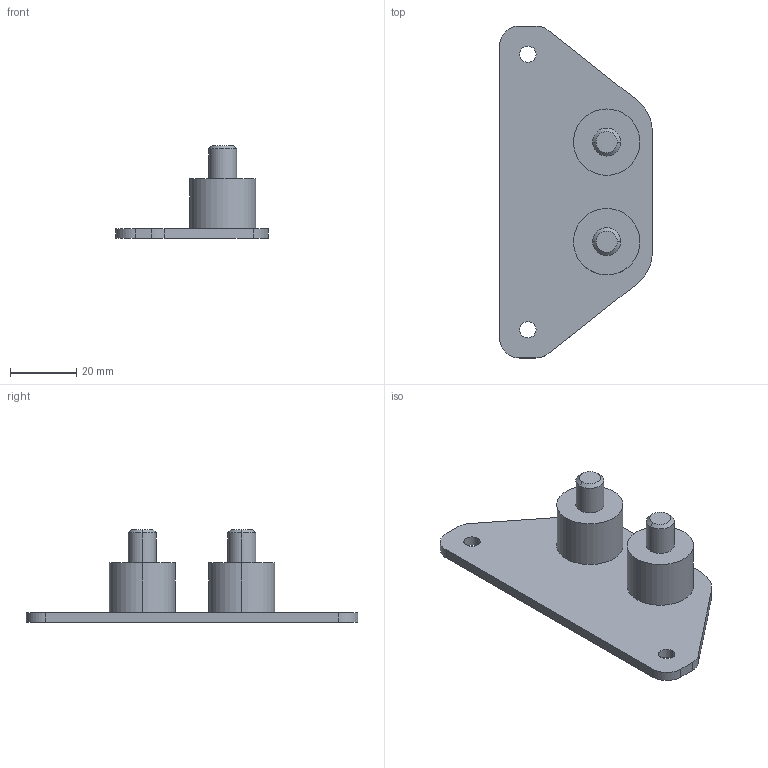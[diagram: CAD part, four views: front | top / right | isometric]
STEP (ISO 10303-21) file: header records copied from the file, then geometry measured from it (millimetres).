
FILE_DESCRIPTION((''),'2;1');
FILE_NAME('ASM0001_ASM_1_1_2_3_ASM','2023-02-24T09:40:58',('klemen.sitar'),('Audax d.o.o.'),'CREO PARAMETRIC BY PTC INC, 2021304','CREO PARAMETRIC BY PTC INC, 2021304','');
FILE_SCHEMA(('AP242_MANAGED_MODEL_BASED_3D_ENGINEERING_MIM_LF { 1 0 10303 442 1 1 4 }'));
Length unit declared in the file: millimetre
Products named in the file (2): PRT0003_1_1_2; ASM0001_ASM_1_1_2_3_ASM
Assembly tree (1 placements, depth 2):
  ASM0001_ASM_1_1_2_3_ASM
    PRT0003_1_1_2
Bounding box: 46 x 100 x 28 mm (x, y, z)
Volume: 21542.8 mm3; surface area: 10580.8 mm2
Topology: 1 solids, 1 shells, 34 faces, 80 edges, 52 vertices
Faces by surface type: cylinder 18, plane 12, cone 4
Entity records: 1703 total; most frequent: COLOUR_RGB 196, DIRECTION 194, CARTESIAN_POINT 173, ORIENTED_EDGE 160, PRESENTATION_STYLE_ASSIGNMENT 87, STYLED_ITEM 81, CURVE_STYLE 80, EDGE_CURVE 80
